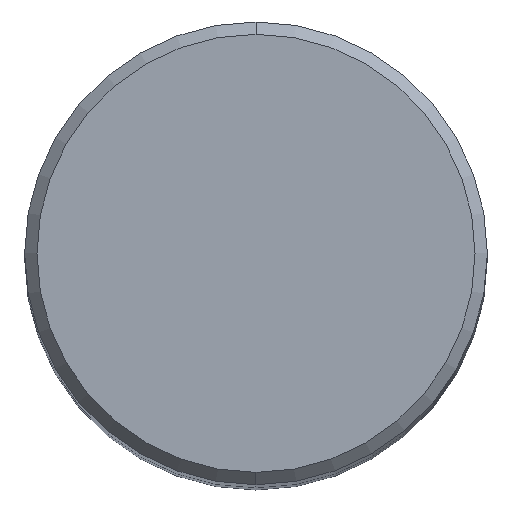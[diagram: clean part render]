
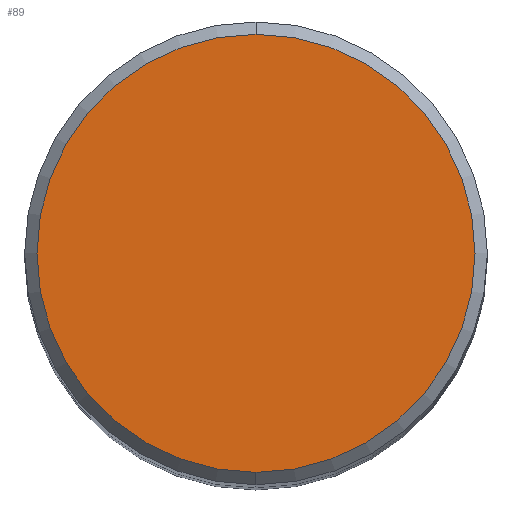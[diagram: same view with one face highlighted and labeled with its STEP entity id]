
A CAD part, top view. The second image highlights one B-rep face of the part: STEP entity #89.
In plain terms, the highlighted planar face has unit normal (0, 0, 1).
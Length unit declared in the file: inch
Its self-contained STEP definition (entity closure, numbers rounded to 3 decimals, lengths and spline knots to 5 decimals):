
#15 = AXIS2_PLACEMENT_3D ( 'NONE', #198, #345, #162 ) ;
#62 = DIRECTION ( 'NONE',  ( 0., 0., -1. ) ) ;
#89 = ADVANCED_FACE ( 'NONE', ( #129 ), #257, .F. ) ;
#103 = CARTESIAN_POINT ( 'NONE',  ( 0., -0.355, 0. ) ) ;
#129 = FACE_OUTER_BOUND ( 'NONE', #280, .T. ) ;
#148 = AXIS2_PLACEMENT_3D ( 'NONE', #176, #361, #332 ) ;
#162 = DIRECTION ( 'NONE',  ( 0., -1., 0. ) ) ;
#176 = CARTESIAN_POINT ( 'NONE',  ( 0., 0., 0. ) ) ;
#177 = EDGE_CURVE ( 'NONE', #215, #220, #185, .T. ) ;
#185 = CIRCLE ( 'NONE', #148, 0.355 ) ;
#198 = CARTESIAN_POINT ( 'NONE',  ( 0., 0., 0. ) ) ;
#215 = VERTEX_POINT ( 'NONE', #357 ) ;
#220 = VERTEX_POINT ( 'NONE', #103 ) ;
#240 = CIRCLE ( 'NONE', #15, 0.355 ) ;
#257 = PLANE ( 'NONE',  #292 ) ;
#280 = EDGE_LOOP ( 'NONE', ( #341, #312 ) ) ;
#292 = AXIS2_PLACEMENT_3D ( 'NONE', #349, #62, #380 ) ;
#312 = ORIENTED_EDGE ( 'NONE', *, *, #325, .T. ) ;
#325 = EDGE_CURVE ( 'NONE', #220, #215, #240, .T. ) ;
#332 = DIRECTION ( 'NONE',  ( 0., -1., 0. ) ) ;
#341 = ORIENTED_EDGE ( 'NONE', *, *, #177, .T. ) ;
#345 = DIRECTION ( 'NONE',  ( 0., 0., 1. ) ) ;
#349 = CARTESIAN_POINT ( 'NONE',  ( 0., 0.355, 0. ) ) ;
#357 = CARTESIAN_POINT ( 'NONE',  ( 0., 0.355, 0. ) ) ;
#361 = DIRECTION ( 'NONE',  ( 0., 0., 1. ) ) ;
#380 = DIRECTION ( 'NONE',  ( 0., 1., 0. ) ) ;
